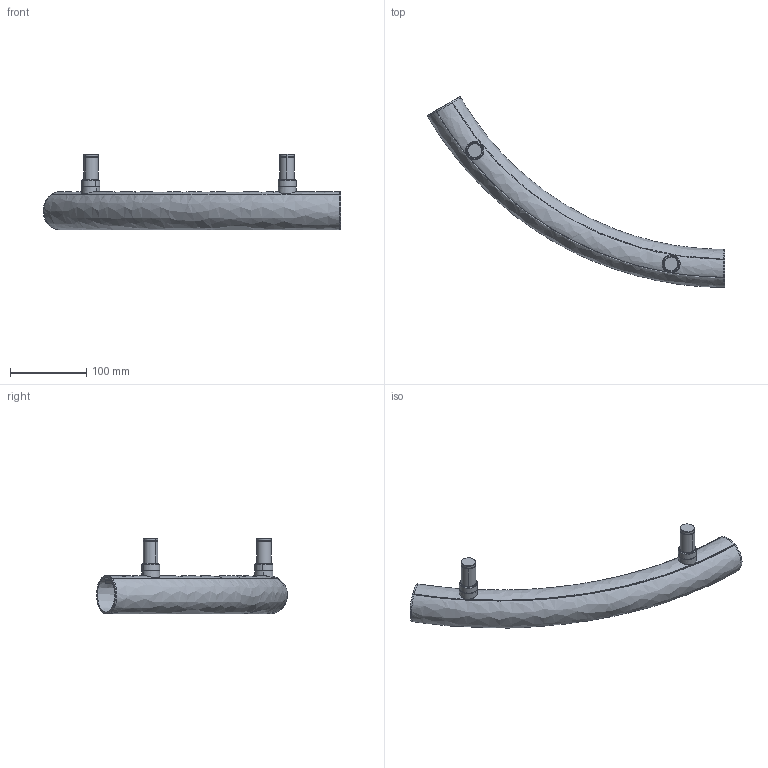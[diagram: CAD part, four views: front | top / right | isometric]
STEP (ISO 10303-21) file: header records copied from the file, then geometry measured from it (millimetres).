
FILE_DESCRIPTION(/* description */ (''),/* implementation_level */ '2;1');
FILE_NAME(/* name */ 'AoL-System-Curve-60-Intermediate',/* time_stamp */ '2019-09-25T17:07:37+02:00',/* author */ (''),/* organization */ (''),/* preprocessor_version */ 'ST-DEVELOPER v15',/* originating_system */ '',/* authorisation */ '');
FILE_SCHEMA (('AUTOMOTIVE_DESIGN'));
Length unit declared in the file: millimetre
Products named in the file (1): Document
Bounding box: 389.7 x 249.99 x 99.35 mm (x, y, z)
Volume: 240101.8 mm3; surface area: 166309.9 mm2
Topology: 2 solids, 2 shells, 96 faces, 220 edges, 136 vertices
Faces by surface type: bspline 84, plane 12
Entity records: 4637 total; most frequent: CARTESIAN_POINT 3397, ORIENTED_EDGE 440, EDGE_CURVE 220, VERTEX_POINT 136, EDGE_LOOP 106, ADVANCED_FACE 96, FACE_OUTER_BOUND 96, B_SPLINE_CURVE_WITH_KNOTS 46
